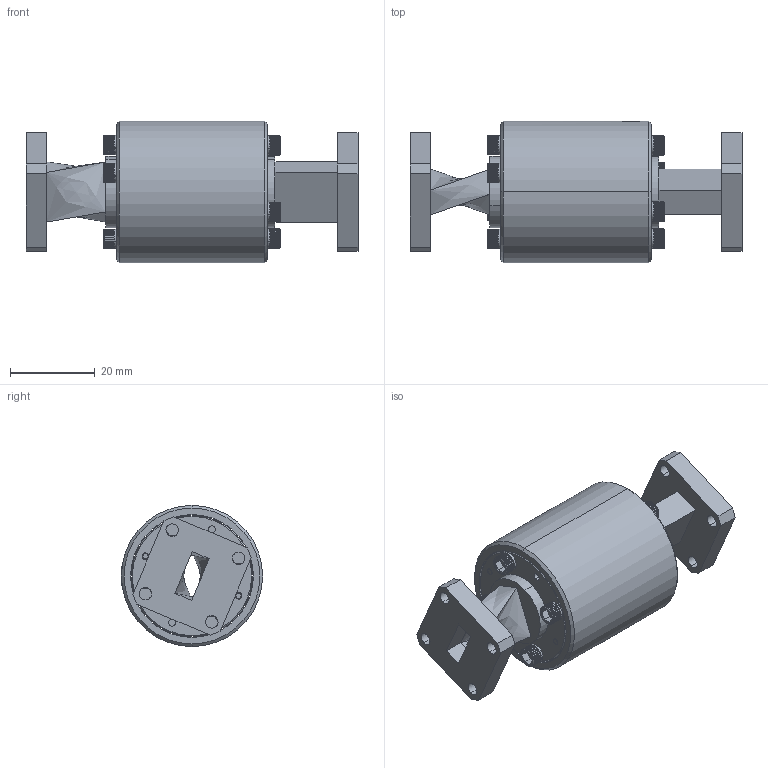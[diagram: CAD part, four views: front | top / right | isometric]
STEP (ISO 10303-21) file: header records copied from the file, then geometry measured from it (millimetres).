
FILE_DESCRIPTION (( 'STEP AP203' ), '1' );
FILE_NAME ('DMTF-42-101-1 REV 1.1, df.STEP', '2017-07-18T22:18:17', ( '' ), ( '' ), 'SwSTEP 2.0', 'SolidWorks 2013', '' );
FILE_SCHEMA (( 'CONFIG_CONTROL_DESIGN' ));
Length unit declared in the file: inch
Products named in the file (1): DMTF-42-101-1 REV 1.1, df
Bounding box: 78.23 x 33.27 x 33.27 mm (x, y, z)
Surface area: 15194.2 mm2 (no closed solid volume)
Topology: 0 solids, 24 shells, 872 faces, 3658 edges, 2436 vertices
Faces by surface type: plane 463, cylinder 347, cone 38, torus 16, bspline 8
Entity records: 38847 total; most frequent: CARTESIAN_POINT 12253, ORIENTED_EDGE 5606, DIRECTION 4595, EDGE_CURVE 3656, VERTEX_POINT 2436, AXIS2_PLACEMENT_3D 1594, B_SPLINE_CURVE_WITH_KNOTS 1464, VECTOR 1407
